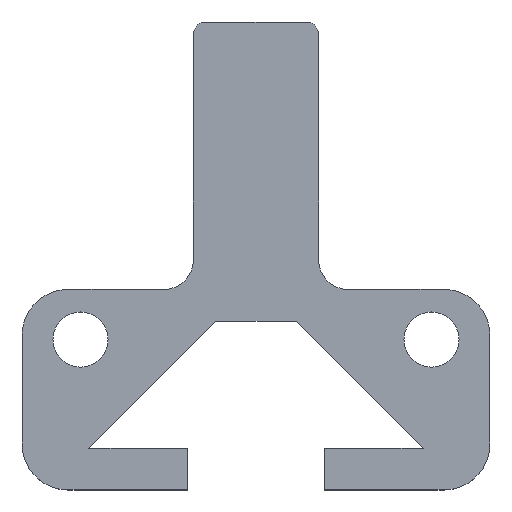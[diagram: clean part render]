
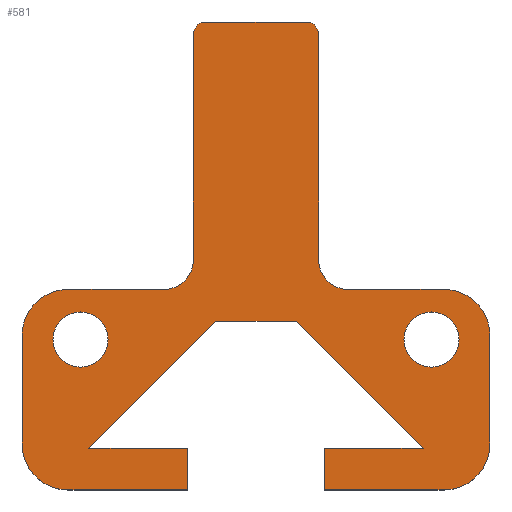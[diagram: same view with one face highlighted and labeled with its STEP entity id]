
A CAD part, top view. The second image highlights one B-rep face of the part: STEP entity #581.
In plain terms, the highlighted planar face has unit normal (0, 0, 1).
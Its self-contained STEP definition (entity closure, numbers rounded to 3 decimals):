
#49=CARTESIAN_POINT('',(11.25,12.,0.5));
#50=VERTEX_POINT('',#49);
#51=CARTESIAN_POINT('',(14.0,9.25,0.5));
#52=VERTEX_POINT('',#51);
#53=CARTESIAN_POINT('',(11.25,9.25,0.5));
#54=DIRECTION('',(0.0,0.0,-1.));
#55=DIRECTION('',(0.707,0.707,0.0));
#56=AXIS2_PLACEMENT_3D('',#53,#54,#55);
#57=CIRCLE('',#56,2.75);
#58=EDGE_CURVE('',#50,#52,#57,.T.);
#100=CARTESIAN_POINT('',(5.5,12.,0.5));
#101=VERTEX_POINT('',#100);
#108=CARTESIAN_POINT('',(5.5,12.,0.5));
#109=DIRECTION('',(1.0,0.0,0.0));
#110=VECTOR('',#109,5.75);
#111=LINE('',#108,#110);
#112=EDGE_CURVE('',#101,#50,#111,.T.);
#335=CARTESIAN_POINT('',(14.,2.75,0.5));
#336=VERTEX_POINT('',#335);
#337=CARTESIAN_POINT('',(11.25,0.0,0.5));
#338=VERTEX_POINT('',#337);
#339=CARTESIAN_POINT('',(11.25,2.75,0.5));
#340=DIRECTION('',(0.0,0.0,-1.));
#341=DIRECTION('',(0.707,-0.707,0.0));
#342=AXIS2_PLACEMENT_3D('',#339,#340,#341);
#343=CIRCLE('',#342,2.75);
#344=EDGE_CURVE('',#336,#338,#343,.T.);
#368=CARTESIAN_POINT('',(4.1,0.,0.5));
#369=VERTEX_POINT('',#368);
#370=CARTESIAN_POINT('',(11.25,0.0,0.5));
#371=DIRECTION('',(-1.0,0.0,0.0));
#372=VECTOR('',#371,7.15);
#373=LINE('',#370,#372);
#374=EDGE_CURVE('',#338,#369,#373,.T.);
#386=CARTESIAN_POINT('',(0.0,11.071,0.5));
#387=DIRECTION('',(0.0,0.0,1.0));
#388=DIRECTION('',(1.0,0.0,0.0));
#389=AXIS2_PLACEMENT_3D('',#386,#387,#388);
#390=PLANE('',#389);
#391=ORIENTED_EDGE('',*,*,#58,.F.);
#392=ORIENTED_EDGE('',*,*,#112,.F.);
#393=CARTESIAN_POINT('',(3.75,13.75,0.5));
#394=VERTEX_POINT('',#393);
#395=CARTESIAN_POINT('',(5.5,13.75,0.5));
#396=DIRECTION('',(0.0,0.0,1.0));
#397=DIRECTION('',(-0.707,-0.707,0.0));
#398=AXIS2_PLACEMENT_3D('',#395,#396,#397);
#399=CIRCLE('',#398,1.75);
#400=EDGE_CURVE('',#394,#101,#399,.T.);
#401=ORIENTED_EDGE('',*,*,#400,.F.);
#402=CARTESIAN_POINT('',(3.75,27.25,0.5));
#403=VERTEX_POINT('',#402);
#404=CARTESIAN_POINT('',(3.75,27.25,0.5));
#405=DIRECTION('',(0.0,-1.0,0.0));
#406=VECTOR('',#405,13.5);
#407=LINE('',#404,#406);
#408=EDGE_CURVE('',#403,#394,#407,.T.);
#409=ORIENTED_EDGE('',*,*,#408,.F.);
#410=CARTESIAN_POINT('',(3.,28.,0.5));
#411=VERTEX_POINT('',#410);
#412=CARTESIAN_POINT('',(3.,27.25,0.5));
#413=DIRECTION('',(0.0,0.0,-1.));
#414=DIRECTION('',(0.707,0.707,0.0));
#415=AXIS2_PLACEMENT_3D('',#412,#413,#414);
#416=CIRCLE('',#415,0.75);
#417=EDGE_CURVE('',#411,#403,#416,.T.);
#418=ORIENTED_EDGE('',*,*,#417,.F.);
#419=CARTESIAN_POINT('',(-3.,28.,0.5));
#420=VERTEX_POINT('',#419);
#421=CARTESIAN_POINT('',(-3.,28.,0.5));
#422=DIRECTION('',(1.0,0.0,0.0));
#423=VECTOR('',#422,6.);
#424=LINE('',#421,#423);
#425=EDGE_CURVE('',#420,#411,#424,.T.);
#426=ORIENTED_EDGE('',*,*,#425,.F.);
#427=CARTESIAN_POINT('',(-3.75,27.25,0.5));
#428=VERTEX_POINT('',#427);
#429=CARTESIAN_POINT('',(-3.0,27.25,0.5));
#430=DIRECTION('',(0.0,0.0,-1.0));
#431=DIRECTION('',(-0.707,0.707,0.0));
#432=AXIS2_PLACEMENT_3D('',#429,#430,#431);
#433=CIRCLE('',#432,0.75);
#434=EDGE_CURVE('',#428,#420,#433,.T.);
#435=ORIENTED_EDGE('',*,*,#434,.F.);
#436=CARTESIAN_POINT('',(-3.75,13.75,0.5));
#437=VERTEX_POINT('',#436);
#438=CARTESIAN_POINT('',(-3.75,13.75,0.5));
#439=DIRECTION('',(0.0,1.0,0.0));
#440=VECTOR('',#439,13.5);
#441=LINE('',#438,#440);
#442=EDGE_CURVE('',#437,#428,#441,.T.);
#443=ORIENTED_EDGE('',*,*,#442,.F.);
#444=CARTESIAN_POINT('',(-5.5,12.,0.5));
#445=VERTEX_POINT('',#444);
#446=CARTESIAN_POINT('',(-5.5,13.75,0.5));
#447=DIRECTION('',(0.0,0.0,1.0));
#448=DIRECTION('',(0.707,-0.707,0.0));
#449=AXIS2_PLACEMENT_3D('',#446,#447,#448);
#450=CIRCLE('',#449,1.75);
#451=EDGE_CURVE('',#445,#437,#450,.T.);
#452=ORIENTED_EDGE('',*,*,#451,.F.);
#453=CARTESIAN_POINT('',(-11.25,12.,0.5));
#454=VERTEX_POINT('',#453);
#455=CARTESIAN_POINT('',(-11.25,12.,0.5));
#456=DIRECTION('',(1.0,0.0,0.0));
#457=VECTOR('',#456,5.75);
#458=LINE('',#455,#457);
#459=EDGE_CURVE('',#454,#445,#458,.T.);
#460=ORIENTED_EDGE('',*,*,#459,.F.);
#461=CARTESIAN_POINT('',(-14.0,9.25,0.5));
#462=VERTEX_POINT('',#461);
#463=CARTESIAN_POINT('',(-11.25,9.25,0.5));
#464=DIRECTION('',(0.0,0.0,-1.));
#465=DIRECTION('',(-0.707,0.707,0.0));
#466=AXIS2_PLACEMENT_3D('',#463,#464,#465);
#467=CIRCLE('',#466,2.75);
#468=EDGE_CURVE('',#462,#454,#467,.T.);
#469=ORIENTED_EDGE('',*,*,#468,.F.);
#470=CARTESIAN_POINT('',(-14.,2.75,0.5));
#471=VERTEX_POINT('',#470);
#472=CARTESIAN_POINT('',(-14.,2.75,0.5));
#473=DIRECTION('',(0.0,1.0,0.0));
#474=VECTOR('',#473,6.5);
#475=LINE('',#472,#474);
#476=EDGE_CURVE('',#471,#462,#475,.T.);
#477=ORIENTED_EDGE('',*,*,#476,.F.);
#478=CARTESIAN_POINT('',(-11.25,0.0,0.5));
#479=VERTEX_POINT('',#478);
#480=CARTESIAN_POINT('',(-11.25,2.75,0.5));
#481=DIRECTION('',(0.0,0.0,-1.0));
#482=DIRECTION('',(-0.707,-0.707,0.0));
#483=AXIS2_PLACEMENT_3D('',#480,#481,#482);
#484=CIRCLE('',#483,2.75);
#485=EDGE_CURVE('',#479,#471,#484,.T.);
#486=ORIENTED_EDGE('',*,*,#485,.F.);
#487=CARTESIAN_POINT('',(-4.1,0.,0.5));
#488=VERTEX_POINT('',#487);
#489=CARTESIAN_POINT('',(-4.1,0.,0.5));
#490=DIRECTION('',(-1.0,0.0,0.0));
#491=VECTOR('',#490,7.15);
#492=LINE('',#489,#491);
#493=EDGE_CURVE('',#488,#479,#492,.T.);
#494=ORIENTED_EDGE('',*,*,#493,.F.);
#495=CARTESIAN_POINT('',(-4.1,2.5,0.5));
#496=VERTEX_POINT('',#495);
#497=CARTESIAN_POINT('',(-4.1,0.,0.5));
#498=DIRECTION('',(0.0,1.0,0.0));
#499=VECTOR('',#498,2.5);
#500=LINE('',#497,#499);
#501=EDGE_CURVE('',#488,#496,#500,.T.);
#502=ORIENTED_EDGE('',*,*,#501,.T.);
#503=CARTESIAN_POINT('',(-10.0,2.5,0.5));
#504=VERTEX_POINT('',#503);
#505=CARTESIAN_POINT('',(-4.1,2.5,0.5));
#506=DIRECTION('',(-1.0,0.0,0.0));
#507=VECTOR('',#506,5.9);
#508=LINE('',#505,#507);
#509=EDGE_CURVE('',#496,#504,#508,.T.);
#510=ORIENTED_EDGE('',*,*,#509,.T.);
#511=CARTESIAN_POINT('',(-2.4,10.1,0.5));
#512=VERTEX_POINT('',#511);
#513=CARTESIAN_POINT('',(-10.0,2.5,0.5));
#514=DIRECTION('',(0.707,0.707,0.0));
#515=VECTOR('',#514,10.748);
#516=LINE('',#513,#515);
#517=EDGE_CURVE('',#504,#512,#516,.T.);
#518=ORIENTED_EDGE('',*,*,#517,.T.);
#519=CARTESIAN_POINT('',(2.4,10.1,0.5));
#520=VERTEX_POINT('',#519);
#521=CARTESIAN_POINT('',(-2.4,10.1,0.5));
#522=DIRECTION('',(1.0,0.0,0.0));
#523=VECTOR('',#522,4.8);
#524=LINE('',#521,#523);
#525=EDGE_CURVE('',#512,#520,#524,.T.);
#526=ORIENTED_EDGE('',*,*,#525,.T.);
#527=CARTESIAN_POINT('',(10.,2.5,0.5));
#528=VERTEX_POINT('',#527);
#529=CARTESIAN_POINT('',(2.4,10.1,0.5));
#530=DIRECTION('',(0.707,-0.707,0.0));
#531=VECTOR('',#530,10.748);
#532=LINE('',#529,#531);
#533=EDGE_CURVE('',#520,#528,#532,.T.);
#534=ORIENTED_EDGE('',*,*,#533,.T.);
#535=CARTESIAN_POINT('',(4.1,2.5,0.5));
#536=VERTEX_POINT('',#535);
#537=CARTESIAN_POINT('',(10.,2.5,0.5));
#538=DIRECTION('',(-1.0,0.0,0.0));
#539=VECTOR('',#538,5.9);
#540=LINE('',#537,#539);
#541=EDGE_CURVE('',#528,#536,#540,.T.);
#542=ORIENTED_EDGE('',*,*,#541,.T.);
#543=CARTESIAN_POINT('',(4.1,2.5,0.5));
#544=DIRECTION('',(0.0,-1.0,0.0));
#545=VECTOR('',#544,2.5);
#546=LINE('',#543,#545);
#547=EDGE_CURVE('',#536,#369,#546,.T.);
#548=ORIENTED_EDGE('',*,*,#547,.T.);
#549=ORIENTED_EDGE('',*,*,#374,.F.);
#550=ORIENTED_EDGE('',*,*,#344,.F.);
#551=CARTESIAN_POINT('',(14.0,9.25,0.5));
#552=DIRECTION('',(0.0,-1.0,0.0));
#553=VECTOR('',#552,6.5);
#554=LINE('',#551,#553);
#555=EDGE_CURVE('',#52,#336,#554,.T.);
#556=ORIENTED_EDGE('',*,*,#555,.F.);
#557=EDGE_LOOP('',(#391,#392,#401,#409,#418,#426,#435,#443,#452,#460,#469,#477,#486,#494,#502,#510,#518,#526,#534,#542,#548,#549,#550,#556));
#558=FACE_OUTER_BOUND('',#557,.T.);
#559=CARTESIAN_POINT('',(-12.15,9.0,0.5));
#560=VERTEX_POINT('',#559);
#561=CARTESIAN_POINT('',(-10.5,9.0,0.5));
#562=DIRECTION('',(0.0,0.0,-1.0));
#563=DIRECTION('',(-1.0,0.0,0.0));
#564=AXIS2_PLACEMENT_3D('',#561,#562,#563);
#565=CIRCLE('',#564,1.65);
#566=EDGE_CURVE('',#560,#560,#565,.T.);
#567=ORIENTED_EDGE('',*,*,#566,.T.);
#568=EDGE_LOOP('',(#567));
#569=FACE_BOUND('',#568,.T.);
#570=CARTESIAN_POINT('',(12.15,9.0,0.5));
#571=VERTEX_POINT('',#570);
#572=CARTESIAN_POINT('',(10.5,9.0,0.5));
#573=DIRECTION('',(0.0,0.0,-1.0));
#574=DIRECTION('',(1.0,0.0,0.0));
#575=AXIS2_PLACEMENT_3D('',#572,#573,#574);
#576=CIRCLE('',#575,1.65);
#577=EDGE_CURVE('',#571,#571,#576,.T.);
#578=ORIENTED_EDGE('',*,*,#577,.T.);
#579=EDGE_LOOP('',(#578));
#580=FACE_BOUND('',#579,.T.);
#581=ADVANCED_FACE('',(#558,#569,#580),#390,.T.);
